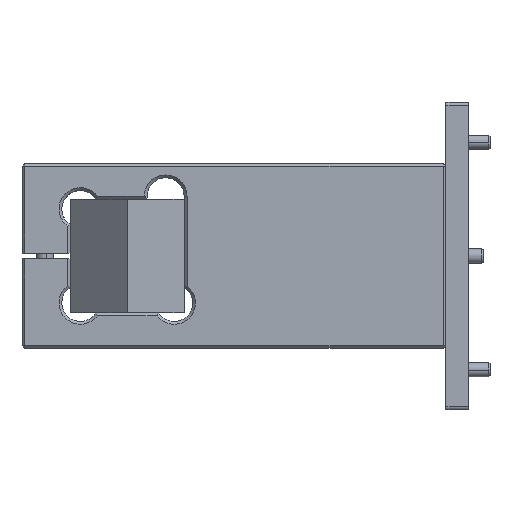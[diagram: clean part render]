
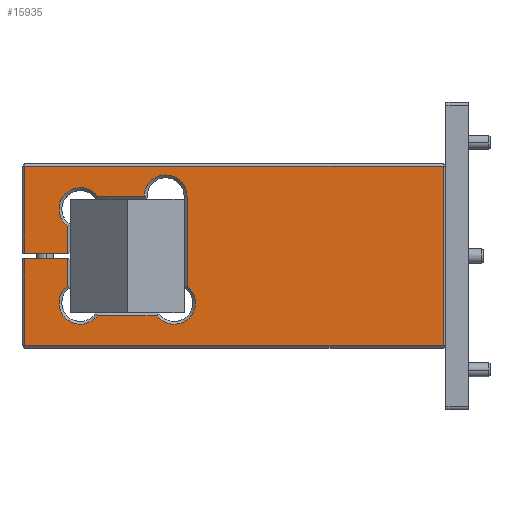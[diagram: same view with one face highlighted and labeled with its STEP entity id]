
A CAD part, left-side view. The second image highlights one B-rep face of the part: STEP entity #15935.
In plain terms, the highlighted planar face has unit normal (-1, 0, 0).
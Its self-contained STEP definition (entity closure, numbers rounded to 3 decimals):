
#104 = VECTOR ( 'NONE', #11460, 1000. ) ;
#124 = VERTEX_POINT ( 'NONE', #11626 ) ;
#137 = CARTESIAN_POINT ( 'NONE',  ( -15., 157., 1. ) ) ;
#283 = ORIENTED_EDGE ( 'NONE', *, *, #12060, .T. ) ;
#505 = CARTESIAN_POINT ( 'NONE',  ( -15., 120., -1. ) ) ;
#764 = VERTEX_POINT ( 'NONE', #2206 ) ;
#811 = DIRECTION ( 'NONE',  ( 0., -1., 0. ) ) ;
#876 = EDGE_CURVE ( 'NONE', #8958, #14879, #6565, .T. ) ;
#1000 = AXIS2_PLACEMENT_3D ( 'NONE', #4683, #9706, #11218 ) ;
#1006 = VERTEX_POINT ( 'NONE', #15056 ) ;
#1118 = VERTEX_POINT ( 'NONE', #2587 ) ;
#1309 = LINE ( 'NONE', #6405, #2770 ) ;
#1330 = CARTESIAN_POINT ( 'NONE',  ( -15., 141., -1. ) ) ;
#1464 = DIRECTION ( 'NONE',  ( 0., -1., 0. ) ) ;
#1736 = VERTEX_POINT ( 'NONE', #2264 ) ;
#1753 = VERTEX_POINT ( 'NONE', #13396 ) ;
#1927 = CARTESIAN_POINT ( 'NONE',  ( -15., 136.5, 16.5 ) ) ;
#2108 = AXIS2_PLACEMENT_3D ( 'NONE', #4169, #5346, #7377 ) ;
#2206 = CARTESIAN_POINT ( 'NONE',  ( -15., 156., 1. ) ) ;
#2222 = VECTOR ( 'NONE', #6427, 1000. ) ;
#2224 = VERTEX_POINT ( 'NONE', #14284 ) ;
#2264 = CARTESIAN_POINT ( 'NONE',  ( -15., 114., 21. ) ) ;
#2587 = CARTESIAN_POINT ( 'NONE',  ( -15., 156., 31.5 ) ) ;
#2699 = CARTESIAN_POINT ( 'NONE',  ( -15., 141., -10.5 ) ) ;
#2720 = DIRECTION ( 'NONE',  ( 0., 0., -1. ) ) ;
#2766 = DIRECTION ( 'NONE',  ( 0., 1., 0. ) ) ;
#2770 = VECTOR ( 'NONE', #11345, 1000. ) ;
#2934 = EDGE_CURVE ( 'NONE', #2224, #10951, #15201, .T. ) ;
#3090 = CARTESIAN_POINT ( 'NONE',  ( -15., 141., 10.5 ) ) ;
#3153 = CARTESIAN_POINT ( 'NONE',  ( -15., 120., 0. ) ) ;
#3265 = DIRECTION ( 'NONE',  ( 0., 0., -1. ) ) ;
#3323 = VECTOR ( 'NONE', #9611, 1000. ) ;
#3367 = EDGE_LOOP ( 'NONE', ( #4225, #13590, #13732, #283, #9695, #8816, #14685, #13466, #11945, #12267, #15794, #4258, #14667, #8860, #7608, #14766, #12803, #15578 ) ) ;
#3452 = CARTESIAN_POINT ( 'NONE',  ( -15., 136.5, 24. ) ) ;
#4068 = EDGE_CURVE ( 'NONE', #5869, #5819, #4863, .T. ) ;
#4158 = CARTESIAN_POINT ( 'NONE',  ( -15., 156., -31.5 ) ) ;
#4169 = CARTESIAN_POINT ( 'NONE',  ( -15., 103.5, -16.5 ) ) ;
#4225 = ORIENTED_EDGE ( 'NONE', *, *, #6536, .T. ) ;
#4258 = ORIENTED_EDGE ( 'NONE', *, *, #8801, .T. ) ;
#4391 = EDGE_CURVE ( 'NONE', #10951, #14533, #5351, .T. ) ;
#4653 = LINE ( 'NONE', #8184, #10493 ) ;
#4683 = CARTESIAN_POINT ( 'NONE',  ( -15., 136.5, 16.5 ) ) ;
#4863 = CIRCLE ( 'NONE', #14232, 7.5 ) ;
#4923 = DIRECTION ( 'NONE',  ( 0., 0., -1. ) ) ;
#4995 = EDGE_CURVE ( 'NONE', #124, #8958, #7690, .T. ) ;
#5202 = EDGE_CURVE ( 'NONE', #1006, #1736, #4653, .T. ) ;
#5276 = CARTESIAN_POINT ( 'NONE',  ( -15., 9., -31.5 ) ) ;
#5346 = DIRECTION ( 'NONE',  ( 1., 0., 0. ) ) ;
#5351 = LINE ( 'NONE', #11877, #7558 ) ;
#5498 = AXIS2_PLACEMENT_3D ( 'NONE', #10973, #8544, #3265 ) ;
#5615 = LINE ( 'NONE', #9313, #9280 ) ;
#5666 = VECTOR ( 'NONE', #4923, 1000. ) ;
#5771 = DIRECTION ( 'NONE',  ( 0., 0., -1. ) ) ;
#5819 = VERTEX_POINT ( 'NONE', #3452 ) ;
#5869 = VERTEX_POINT ( 'NONE', #3090 ) ;
#6105 = LINE ( 'NONE', #11295, #104 ) ;
#6291 = EDGE_CURVE ( 'NONE', #14879, #1753, #6105, .T. ) ;
#6405 = CARTESIAN_POINT ( 'NONE',  ( -15., 99., -11.023 ) ) ;
#6427 = DIRECTION ( 'NONE',  ( 0., 0., 1. ) ) ;
#6526 = EDGE_CURVE ( 'NONE', #16035, #2224, #1309, .T. ) ;
#6536 = EDGE_CURVE ( 'NONE', #764, #13542, #15267, .T. ) ;
#6565 = LINE ( 'NONE', #11668, #11967 ) ;
#7002 = DIRECTION ( 'NONE',  ( 1., 0., 0. ) ) ;
#7006 = VERTEX_POINT ( 'NONE', #2699 ) ;
#7019 = VERTEX_POINT ( 'NONE', #9390 ) ;
#7377 = DIRECTION ( 'NONE',  ( 0., 0., -1. ) ) ;
#7486 = EDGE_CURVE ( 'NONE', #1118, #764, #11963, .T. ) ;
#7558 = VECTOR ( 'NONE', #10460, 1000. ) ;
#7608 = ORIENTED_EDGE ( 'NONE', *, *, #876, .T. ) ;
#7690 = LINE ( 'NONE', #11291, #5666 ) ;
#8184 = CARTESIAN_POINT ( 'NONE',  ( -15., 113., 21. ) ) ;
#8188 = VECTOR ( 'NONE', #2766, 1000. ) ;
#8283 = EDGE_CURVE ( 'NONE', #8445, #16035, #16169, .T. ) ;
#8445 = VERTEX_POINT ( 'NONE', #15308 ) ;
#8544 = DIRECTION ( 'NONE',  ( 1., 0., 0. ) ) ;
#8572 = VECTOR ( 'NONE', #9535, 1000. ) ;
#8586 = EDGE_CURVE ( 'NONE', #7019, #124, #14236, .T. ) ;
#8801 = EDGE_CURVE ( 'NONE', #7006, #7019, #10105, .T. ) ;
#8816 = ORIENTED_EDGE ( 'NONE', *, *, #9322, .T. ) ;
#8860 = ORIENTED_EDGE ( 'NONE', *, *, #4995, .T. ) ;
#8930 = CARTESIAN_POINT ( 'NONE',  ( -15., 99., 21. ) ) ;
#8958 = VERTEX_POINT ( 'NONE', #4158 ) ;
#9086 = CARTESIAN_POINT ( 'NONE',  ( -15., 106.5, 21. ) ) ;
#9280 = VECTOR ( 'NONE', #13153, 1000. ) ;
#9313 = CARTESIAN_POINT ( 'NONE',  ( -15., 120., 31.5 ) ) ;
#9322 = EDGE_CURVE ( 'NONE', #1736, #8445, #16384, .T. ) ;
#9390 = CARTESIAN_POINT ( 'NONE',  ( -15., 141., -1. ) ) ;
#9469 = CARTESIAN_POINT ( 'NONE',  ( -15., 141., 1. ) ) ;
#9535 = DIRECTION ( 'NONE',  ( 0., 0., 1. ) ) ;
#9611 = DIRECTION ( 'NONE',  ( 0., 0., -1. ) ) ;
#9695 = ORIENTED_EDGE ( 'NONE', *, *, #5202, .T. ) ;
#9706 = DIRECTION ( 'NONE',  ( 1., 0., 0. ) ) ;
#10105 = LINE ( 'NONE', #1330, #2222 ) ;
#10354 = CIRCLE ( 'NONE', #15928, 7.5 ) ;
#10460 = DIRECTION ( 'NONE',  ( 0., 1., 0. ) ) ;
#10493 = VECTOR ( 'NONE', #811, 1000. ) ;
#10777 = VECTOR ( 'NONE', #15346, 1000. ) ;
#10951 = VERTEX_POINT ( 'NONE', #11546 ) ;
#10973 = CARTESIAN_POINT ( 'NONE',  ( -15., 106.5, 21. ) ) ;
#11022 = DIRECTION ( 'NONE',  ( 0., 0., -1. ) ) ;
#11133 = CARTESIAN_POINT ( 'NONE',  ( -15., 136.5, -16.5 ) ) ;
#11218 = DIRECTION ( 'NONE',  ( 0., 0., -1. ) ) ;
#11291 = CARTESIAN_POINT ( 'NONE',  ( -15., 156., -32.5 ) ) ;
#11295 = CARTESIAN_POINT ( 'NONE',  ( -15., 9., 0. ) ) ;
#11345 = DIRECTION ( 'NONE',  ( 0., 0., -1. ) ) ;
#11460 = DIRECTION ( 'NONE',  ( 0., 0., 1. ) ) ;
#11538 = AXIS2_PLACEMENT_3D ( 'NONE', #3153, #7002, #11022 ) ;
#11546 = CARTESIAN_POINT ( 'NONE',  ( -15., 109.5, -21. ) ) ;
#11601 = DIRECTION ( 'NONE',  ( 1., 0., 0. ) ) ;
#11626 = CARTESIAN_POINT ( 'NONE',  ( -15., 156., -1. ) ) ;
#11668 = CARTESIAN_POINT ( 'NONE',  ( -15., 8., -31.5 ) ) ;
#11877 = CARTESIAN_POINT ( 'NONE',  ( -15., 131.023, -21. ) ) ;
#11891 = EDGE_CURVE ( 'NONE', #1753, #1118, #5615, .T. ) ;
#11945 = ORIENTED_EDGE ( 'NONE', *, *, #2934, .T. ) ;
#11963 = LINE ( 'NONE', #16029, #3323 ) ;
#11967 = VECTOR ( 'NONE', #1464, 1000. ) ;
#12041 = LINE ( 'NONE', #16032, #8572 ) ;
#12060 = EDGE_CURVE ( 'NONE', #5819, #1006, #13284, .T. ) ;
#12065 = EDGE_CURVE ( 'NONE', #14533, #7006, #10354, .T. ) ;
#12125 = AXIS2_PLACEMENT_3D ( 'NONE', #9086, #11601, #2720 ) ;
#12267 = ORIENTED_EDGE ( 'NONE', *, *, #4391, .T. ) ;
#12277 = FACE_OUTER_BOUND ( 'NONE', #3367, .T. ) ;
#12301 = DIRECTION ( 'NONE',  ( 1., 0., 0. ) ) ;
#12803 = ORIENTED_EDGE ( 'NONE', *, *, #11891, .T. ) ;
#13153 = DIRECTION ( 'NONE',  ( 0., 1., 0. ) ) ;
#13284 = CIRCLE ( 'NONE', #1000, 7.5 ) ;
#13396 = CARTESIAN_POINT ( 'NONE',  ( -15., 9., 31.5 ) ) ;
#13466 = ORIENTED_EDGE ( 'NONE', *, *, #6526, .T. ) ;
#13542 = VERTEX_POINT ( 'NONE', #9469 ) ;
#13561 = DIRECTION ( 'NONE',  ( 1., 0., 0. ) ) ;
#13590 = ORIENTED_EDGE ( 'NONE', *, *, #14925, .T. ) ;
#13732 = ORIENTED_EDGE ( 'NONE', *, *, #4068, .T. ) ;
#13734 = DIRECTION ( 'NONE',  ( 0., 0., -1. ) ) ;
#14232 = AXIS2_PLACEMENT_3D ( 'NONE', #1927, #13561, #5771 ) ;
#14236 = LINE ( 'NONE', #505, #8188 ) ;
#14284 = CARTESIAN_POINT ( 'NONE',  ( -15., 99., -10.5 ) ) ;
#14533 = VERTEX_POINT ( 'NONE', #15654 ) ;
#14667 = ORIENTED_EDGE ( 'NONE', *, *, #8586, .T. ) ;
#14685 = ORIENTED_EDGE ( 'NONE', *, *, #8283, .T. ) ;
#14696 = PLANE ( 'NONE',  #11538 ) ;
#14766 = ORIENTED_EDGE ( 'NONE', *, *, #6291, .T. ) ;
#14879 = VERTEX_POINT ( 'NONE', #5276 ) ;
#14925 = EDGE_CURVE ( 'NONE', #13542, #5869, #12041, .T. ) ;
#15056 = CARTESIAN_POINT ( 'NONE',  ( -15., 130.5, 21. ) ) ;
#15201 = CIRCLE ( 'NONE', #2108, 7.5 ) ;
#15267 = LINE ( 'NONE', #137, #10777 ) ;
#15308 = CARTESIAN_POINT ( 'NONE',  ( -15., 106.5, 28.5 ) ) ;
#15346 = DIRECTION ( 'NONE',  ( 0., -1., 0. ) ) ;
#15578 = ORIENTED_EDGE ( 'NONE', *, *, #7486, .T. ) ;
#15654 = CARTESIAN_POINT ( 'NONE',  ( -15., 130.5, -21. ) ) ;
#15794 = ORIENTED_EDGE ( 'NONE', *, *, #12065, .T. ) ;
#15928 = AXIS2_PLACEMENT_3D ( 'NONE', #11133, #12301, #13734 ) ;
#15935 = ADVANCED_FACE ( 'NONE', ( #12277 ), #14696, .F. ) ;
#16029 = CARTESIAN_POINT ( 'NONE',  ( -15., 156., 1. ) ) ;
#16032 = CARTESIAN_POINT ( 'NONE',  ( -15., 141., 11.023 ) ) ;
#16035 = VERTEX_POINT ( 'NONE', #8930 ) ;
#16169 = CIRCLE ( 'NONE', #5498, 7.5 ) ;
#16384 = CIRCLE ( 'NONE', #12125, 7.5 ) ;
